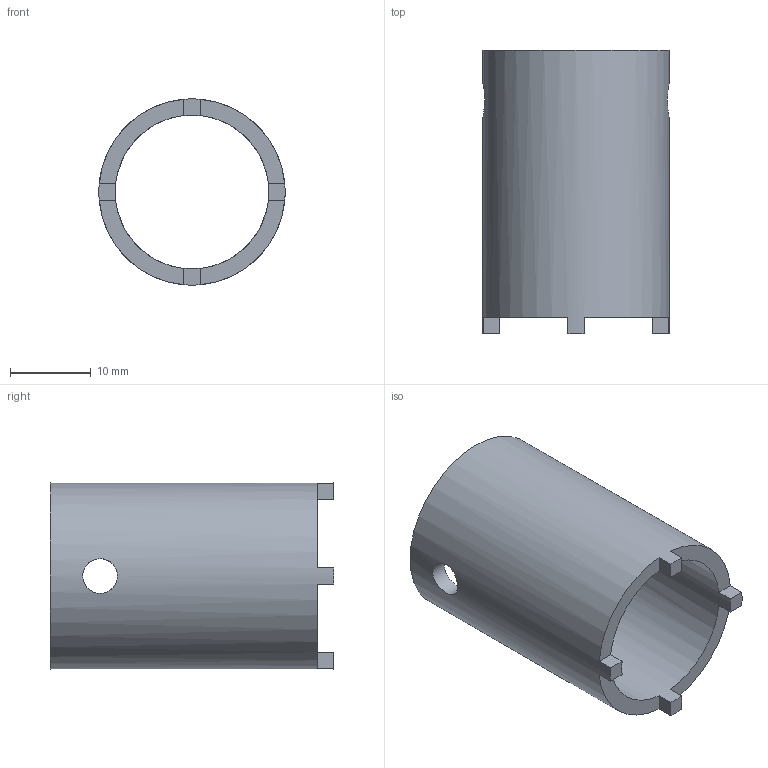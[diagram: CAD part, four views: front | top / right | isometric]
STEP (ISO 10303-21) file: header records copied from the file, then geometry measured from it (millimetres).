
FILE_DESCRIPTION(/* description */ (''),/* implementation_level */ '2;1');
FILE_NAME(/* name */ 'Cls de serrage des bagues de connecteurs v4.step',/* time_stamp */ '2023-07-02T10:08:52+02:00',/* author */ (''),/* organization */ (''),/* preprocessor_version */ 'ST-DEVELOPER v19.2',/* originating_system */ 'Autodesk Translation Framework v12.6.0.85',/* authorisation */ '');
FILE_SCHEMA (('AUTOMOTIVE_DESIGN { 1 0 10303 214 3 1 1 }'));
Length unit declared in the file: millimetre
Products named in the file (1): Clés de serrage des bagues de connecteurs
Bounding box: 23 x 35 x 23 mm (x, y, z)
Volume: 4327.9 mm3; surface area: 4678.6 mm2
Topology: 1 solids, 1 shells, 21 faces, 70 edges, 48 vertices
Faces by surface type: plane 17, cylinder 4
Full cylindrical faces by diameter (mm): 4.3 x2, 19 x1, 23 x1
Entity records: 945 total; most frequent: CARTESIAN_POINT 288, ORIENTED_EDGE 140, DIRECTION 122, EDGE_CURVE 70, VERTEX_POINT 48, AXIS2_PLACEMENT_3D 42, LINE 38, VECTOR 38
